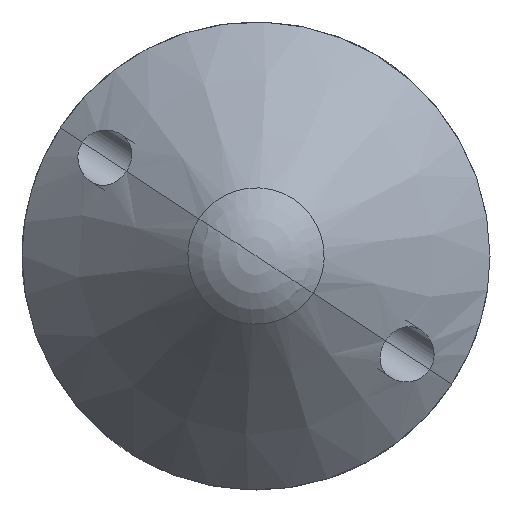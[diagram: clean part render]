
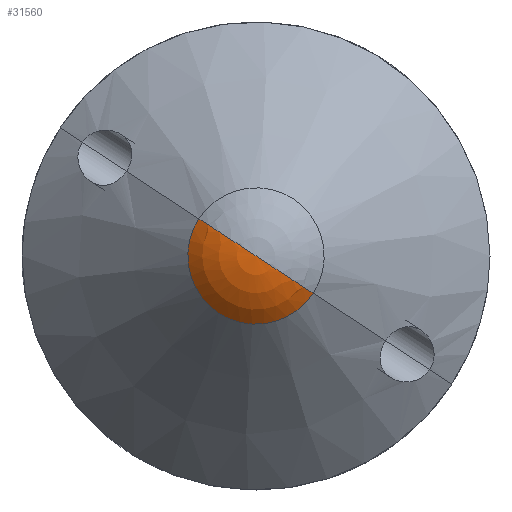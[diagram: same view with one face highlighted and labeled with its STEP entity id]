
A CAD part, front view. The second image highlights one B-rep face of the part: STEP entity #31560.
In plain terms, the highlighted spherical face has radius 5 mm.
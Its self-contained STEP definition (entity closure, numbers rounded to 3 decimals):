
#29560=CARTESIAN_POINT('',(-3.05,-112.424,
1.993));
#29570=VERTEX_POINT('',#29560);
#29600=CARTESIAN_POINT('',(0.,-112.424,
0.));
#29610=DIRECTION('',(0.,-1.,0.));
#29620=DIRECTION('',(0.837,0.,-0.547));
#29630=AXIS2_PLACEMENT_3D('',#29600,#29610,#29620);
#29640=CIRCLE('',#29630,3.644);
#29650=CARTESIAN_POINT('',(3.05,-112.424,
-1.993));
#29660=VERTEX_POINT('',#29650);
#29670=EDGE_CURVE('',#29570,#29660,#29640,.T.);
#31370=CARTESIAN_POINT('',(0.,-109.,
0.));
#31380=DIRECTION('',(0.,-1.,0.));
#31390=DIRECTION('',(-0.837,0.,0.547));
#31400=AXIS2_PLACEMENT_3D('',#31370,#31380,#31390);
#31410=SPHERICAL_SURFACE('',#31400,5.);
#31420=CARTESIAN_POINT('',(0.,-109.,
0.));
#31430=DIRECTION('',(-0.547,0.,-0.837));
#31440=DIRECTION('',(0.837,0.,-0.547));
#31450=AXIS2_PLACEMENT_3D('',#31420,#31430,#31440);
#31460=CIRCLE('',#31450,5.);
#31470=CARTESIAN_POINT('',(0.,-114.,
0.));
#31480=VERTEX_POINT('',#31470);
#31490=EDGE_CURVE('',#31480,#29570,#31460,.T.);
#31500=ORIENTED_EDGE('',*,*,#31490,.T.);
#31510=EDGE_CURVE('',#29660,#31480,#31460,.T.);
#31520=ORIENTED_EDGE('',*,*,#31510,.T.);
#31530=ORIENTED_EDGE('',*,*,#29670,.T.);
#31540=EDGE_LOOP('',(#31530,#31520,#31500));
#31550=FACE_OUTER_BOUND('',#31540,.T.);
#31560=ADVANCED_FACE('',(#31550),#31410,.T.);
